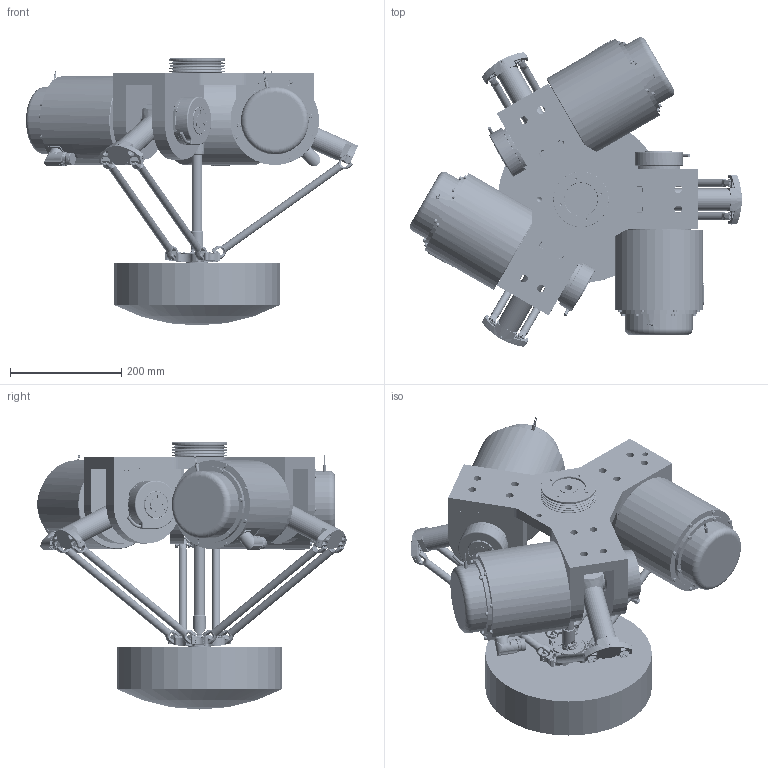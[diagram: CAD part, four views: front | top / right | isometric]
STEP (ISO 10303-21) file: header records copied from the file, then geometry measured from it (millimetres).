
FILE_DESCRIPTION(/* description */ ('Norm.iam Teamplte'),/* implementation_level */ '2;1');
FILE_NAME(/* name */ '3D-model_A_00602.stp',/* time_stamp */ '2025-06-11T17:42:45+02:00',/* author */ ('julien.ihle'),/* organization */ (''),/* preprocessor_version */ 'ST-DEVELOPER v19.2',/* originating_system */ 'Autodesk Inventor 2023',/* authorisation */ '');
FILE_SCHEMA (('AUTOMOTIVE_DESIGN { 1 0 10303 214 3 1 1 }'));
Length unit declared in the file: millimetre
Products named in the file (11): A_00602_DUMMY DELTA Robotermechanik RLP4-300-0,5kg; MT_BGR00109171 Dummy Kopfplatte; MT_WST00117016; MT_WST00119531; MT_WST00119533 Werkzeugträger; MT_WST00100876 Arbeitsbereich; MT_WST00119536 M-BGR Oberarm; MT_WST00117018; MT_WST00119534 M-BGR Teleskop oben; MT_WST00117020; MT_WST00119535 M-BGR Teleskop unten
Assembly tree (30 placements, depth 3):
  A_00602_DUMMY DELTA Robotermechanik RLP4-300-0,5kg
    MT_BGR00109171 Dummy Kopfplatte
      MT_WST00117016
      MT_WST00119531
    MT_WST00119536 M-BGR Oberarm  x3
    MT_WST00117020  x14
    MT_WST00117018  x6
    MT_WST00119533 Werkzeugträger
    MT_WST00100876 Arbeitsbereich
    MT_WST00119534 M-BGR Teleskop oben
    MT_WST00119535 M-BGR Teleskop unten
Bounding box: 598.08 x 557.73 x 481 mm (x, y, z)
Volume: 23101861.2 mm3; surface area: 1340326.4 mm2
Topology: 32 solids, 84 shells, 5681 faces, 14276 edges, 9092 vertices
Faces by surface type: plane 2150, cylinder 1662, bspline 1225, cone 542, torus 98, sphere 4
Full cylindrical faces by diameter (mm): 1 x9, 2 x19, 2.013 x45, 2.459 x8, 2.5 x100, 2.7 x4, 2.8 x1, 3 x2, 3.242 x15, 4.1 x56, 4.134 x4, 4.5 x124, 5 x7, 6 x9, 6.225 x3, 7 x42, 10 x1, 12 x3, 13.835 x12, 14 x7, 19 x1, 20 x1, 21.05 x3, 21.6 x9, 23 x10, 24 x3, 24.4 x3, 25 x3, 25.5 x1, 25.6 x3
Entity records: 122261 total; most frequent: CARTESIAN_POINT 37037, ORIENTED_EDGE 17272, DIRECTION 16642, EDGE_CURVE 8636, AXIS2_PLACEMENT_3D 6043, VERTEX_POINT 5608, LINE 4556, VECTOR 4556
